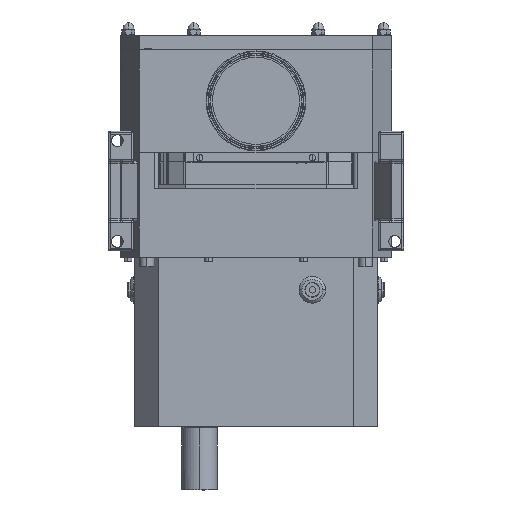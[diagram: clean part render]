
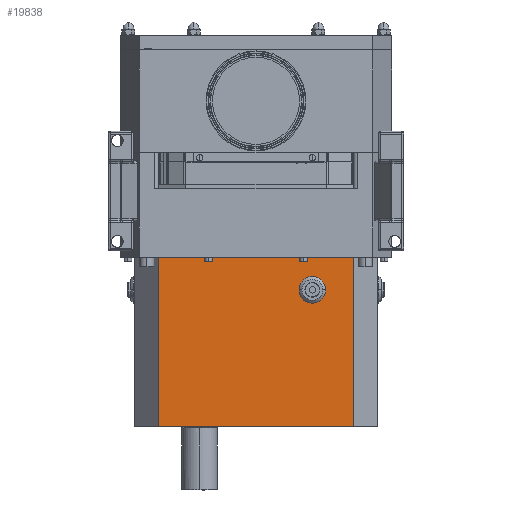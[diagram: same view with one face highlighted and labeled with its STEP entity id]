
A CAD part, front view. The second image highlights one B-rep face of the part: STEP entity #19838.
In plain terms, the highlighted planar face has unit normal (0, -1, 0).
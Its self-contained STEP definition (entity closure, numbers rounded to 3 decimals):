
#123 = FACE_OUTER_BOUND ( 'NONE', #32550, .T. ) ;
#1328 = LINE ( 'NONE', #1838, #14203 ) ;
#1838 = CARTESIAN_POINT ( 'NONE',  ( 164.886, -122.501, -548.5 ) ) ;
#2938 = CARTESIAN_POINT ( 'NONE',  ( 164.886, -122.501, -263.5 ) ) ;
#4334 = VECTOR ( 'NONE', #9346, 1000. ) ;
#4473 = VERTEX_POINT ( 'NONE', #31028 ) ;
#4815 = CARTESIAN_POINT ( 'NONE',  ( 164.886, -122.501, -263.5 ) ) ;
#5217 = LINE ( 'NONE', #2938, #20445 ) ;
#5268 = ORIENTED_EDGE ( 'NONE', *, *, #25696, .T. ) ;
#5860 = VERTEX_POINT ( 'NONE', #14507 ) ;
#8364 = EDGE_CURVE ( 'NONE', #21828, #4473, #23287, .T. ) ;
#9189 = ORIENTED_EDGE ( 'NONE', *, *, #17075, .F. ) ;
#9346 = DIRECTION ( 'NONE',  ( -1., 0., 0. ) ) ;
#9466 = ORIENTED_EDGE ( 'NONE', *, *, #11247, .F. ) ;
#10544 = FACE_BOUND ( 'NONE', #33055, .T. ) ;
#10712 = DIRECTION ( 'NONE',  ( -1., 0., 0. ) ) ;
#10981 = CARTESIAN_POINT ( 'NONE',  ( 95.005, -122.501, -318.5 ) ) ;
#11247 = EDGE_CURVE ( 'NONE', #5860, #21828, #11581, .T. ) ;
#11301 = AXIS2_PLACEMENT_3D ( 'NONE', #18863, #21123, #10712 ) ;
#11581 = LINE ( 'NONE', #19406, #4334 ) ;
#12247 = EDGE_CURVE ( 'NONE', #14366, #4473, #5217, .T. ) ;
#13082 = CARTESIAN_POINT ( 'NONE',  ( -164.876, -122.501, -548.5 ) ) ;
#13917 = CARTESIAN_POINT ( 'NONE',  ( -164.876, -122.501, -548.5 ) ) ;
#14110 = VERTEX_POINT ( 'NONE', #18021 ) ;
#14203 = VECTOR ( 'NONE', #22975, 1000. ) ;
#14366 = VERTEX_POINT ( 'NONE', #4815 ) ;
#14507 = CARTESIAN_POINT ( 'NONE',  ( 164.886, -122.501, -548.5 ) ) ;
#14524 = AXIS2_PLACEMENT_3D ( 'NONE', #33469, #27758, #30530 ) ;
#15507 = ORIENTED_EDGE ( 'NONE', *, *, #12247, .T. ) ;
#17075 = EDGE_CURVE ( 'NONE', #14110, #24636, #33358, .T. ) ;
#18021 = CARTESIAN_POINT ( 'NONE',  ( 95.005, -122.501, -341. ) ) ;
#18863 = CARTESIAN_POINT ( 'NONE',  ( 164.886, -122.501, -548.5 ) ) ;
#19034 = PLANE ( 'NONE',  #11301 ) ;
#19406 = CARTESIAN_POINT ( 'NONE',  ( 164.886, -122.501, -548.5 ) ) ;
#19838 = ADVANCED_FACE ( 'NONE', ( #123, #10544 ), #19034, .F. ) ;
#20043 = CARTESIAN_POINT ( 'NONE',  ( 95.005, -122.501, -296. ) ) ;
#20445 = VECTOR ( 'NONE', #26336, 1000. ) ;
#21123 = DIRECTION ( 'NONE',  ( 0., 1., 0. ) ) ;
#21549 = DIRECTION ( 'NONE',  ( 0., -1., 0. ) ) ;
#21746 = EDGE_CURVE ( 'NONE', #24636, #14110, #28023, .T. ) ;
#21828 = VERTEX_POINT ( 'NONE', #13917 ) ;
#22975 = DIRECTION ( 'NONE',  ( 0., 0., 1. ) ) ;
#23287 = LINE ( 'NONE', #13082, #28010 ) ;
#24636 = VERTEX_POINT ( 'NONE', #20043 ) ;
#25696 = EDGE_CURVE ( 'NONE', #5860, #14366, #1328, .T. ) ;
#26336 = DIRECTION ( 'NONE',  ( -1., 0., 0. ) ) ;
#26903 = AXIS2_PLACEMENT_3D ( 'NONE', #10981, #21549, #32127 ) ;
#27340 = ORIENTED_EDGE ( 'NONE', *, *, #8364, .F. ) ;
#27758 = DIRECTION ( 'NONE',  ( 0., -1., 0. ) ) ;
#28010 = VECTOR ( 'NONE', #28340, 1000. ) ;
#28023 = CIRCLE ( 'NONE', #26903, 22.5 ) ;
#28340 = DIRECTION ( 'NONE',  ( 0., 0., 1. ) ) ;
#30530 = DIRECTION ( 'NONE',  ( -1., 0., 0. ) ) ;
#31028 = CARTESIAN_POINT ( 'NONE',  ( -164.876, -122.501, -263.5 ) ) ;
#31967 = ORIENTED_EDGE ( 'NONE', *, *, #21746, .F. ) ;
#32127 = DIRECTION ( 'NONE',  ( -1., 0., 0. ) ) ;
#32550 = EDGE_LOOP ( 'NONE', ( #15507, #27340, #9466, #5268 ) ) ;
#33055 = EDGE_LOOP ( 'NONE', ( #31967, #9189 ) ) ;
#33358 = CIRCLE ( 'NONE', #14524, 22.5 ) ;
#33469 = CARTESIAN_POINT ( 'NONE',  ( 95.005, -122.501, -318.5 ) ) ;
